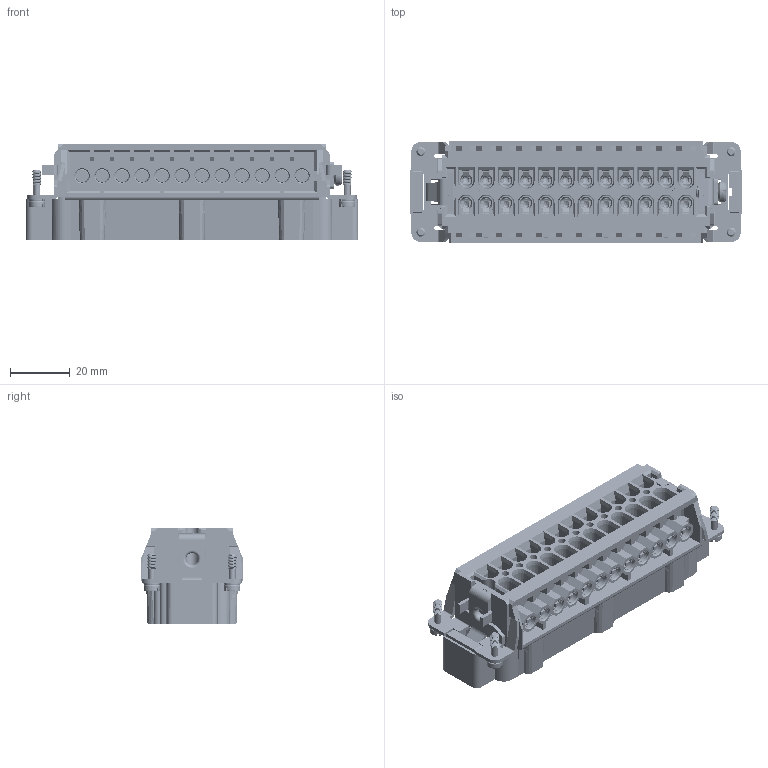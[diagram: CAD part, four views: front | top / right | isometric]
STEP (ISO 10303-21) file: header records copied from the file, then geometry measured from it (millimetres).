
FILE_DESCRIPTION(/* description */ (''),/* implementation_level */ '2;1');
FILE_NAME(/* name */ 'HE-024-M.stp',/* time_stamp */ '2023-02-09T00:10:40+08:00',/* author */ (''),/* organization */ (''),/* preprocessor_version */ 'ST-DEVELOPER v16',/* originating_system */ 'SIEMENS PLM Software NX 10.0',/* authorisation */ '');
FILE_SCHEMA (('AUTOMOTIVE_DESIGN { 1 0 10303 214 3 1 1 1 }'));
Products named in the file (1): Admi0A2C26ACrov8
Bounding box: 111.3 x 33.9 x 32.4 mm (x, y, z)
Surface area: 56115.1 mm2 (no closed solid volume)
Topology: 0 solids, 1 shells, 4820 faces, 14938 edges, 9811 vertices
Faces by surface type: plane 2434, cylinder 1209, bspline 602, cone 407, torus 164, revolution 4
Full cylindrical faces by diameter (mm): 2.3 x8, 2.4 x2, 2.5 x35, 2.562 x2, 2.6 x24, 3 x24, 3.3 x48, 3.6 x24, 4 x2, 4.1 x24, 4.8 x24, 5.4 x4, 6.4 x2, 7 x1
Entity records: 312290 total; most frequent: CARTESIAN_POINT 193460, ORIENTED_EDGE 26868, DIRECTION 21252, EDGE_CURVE 13434, VERTEX_POINT 9056, AXIS2_PLACEMENT_3D 7532, LINE 6184, VECTOR 6184
